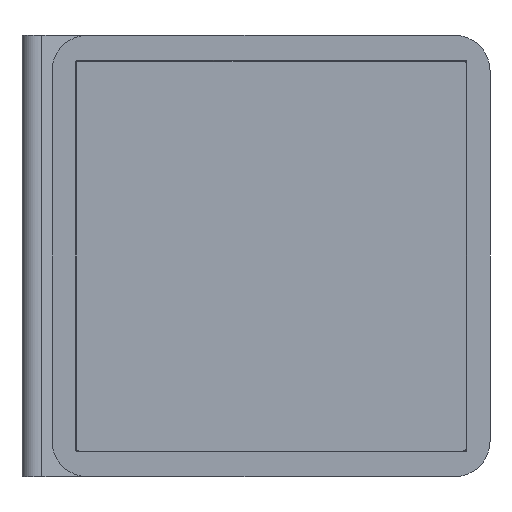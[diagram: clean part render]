
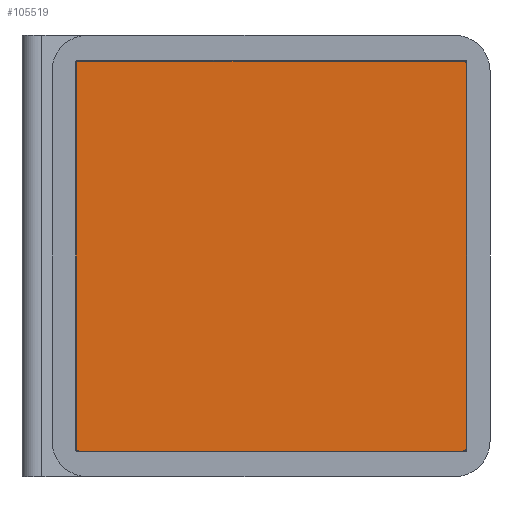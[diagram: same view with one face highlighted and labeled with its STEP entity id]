
A CAD part, front view. The second image highlights one B-rep face of the part: STEP entity #105519.
In plain terms, the highlighted planar face has unit normal (0, -1, 0).
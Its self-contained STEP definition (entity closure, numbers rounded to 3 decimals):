
#47650=CARTESIAN_POINT('',(10.85,0.144,10.85));
#47651=DIRECTION('',(0.,-1.,0.));
#47652=DIRECTION('',(1.,0.,0.));
#47653=AXIS2_PLACEMENT_3D('',#47650,#47651,#47652);
#47655=DIRECTION('',(0.,0.,-1.));
#47656=VECTOR('',#47655,21.7);
#47657=CARTESIAN_POINT('',(11.,0.144,10.85));
#47658=LINE('',#47657,#47656);
#47659=CARTESIAN_POINT('',(10.85,0.144,-10.85));
#47660=DIRECTION('',(0.,-1.,0.));
#47661=DIRECTION('',(0.,0.,-1.));
#47662=AXIS2_PLACEMENT_3D('',#47659,#47660,#47661);
#47664=DIRECTION('',(-1.,0.,0.));
#47665=VECTOR('',#47664,21.7);
#47666=CARTESIAN_POINT('',(10.85,0.144,-11.));
#47667=LINE('',#47666,#47665);
#47668=CARTESIAN_POINT('',(-10.85,0.144,-10.85));
#47669=DIRECTION('',(0.,-1.,0.));
#47670=DIRECTION('',(-1.,0.,0.));
#47671=AXIS2_PLACEMENT_3D('',#47668,#47669,#47670);
#47673=DIRECTION('',(0.,0.,1.));
#47674=VECTOR('',#47673,21.7);
#47675=CARTESIAN_POINT('',(-11.,0.144,-10.85));
#47676=LINE('',#47675,#47674);
#47677=CARTESIAN_POINT('',(-10.85,0.144,10.85));
#47678=DIRECTION('',(0.,-1.,0.));
#47679=DIRECTION('',(0.,0.,1.));
#47680=AXIS2_PLACEMENT_3D('',#47677,#47678,#47679);
#47682=DIRECTION('',(1.,0.,0.));
#47683=VECTOR('',#47682,21.7);
#47684=CARTESIAN_POINT('',(-10.85,0.144,11.));
#47685=LINE('',#47684,#47683);
#55201=CARTESIAN_POINT('',(11.,0.144,10.85));
#55202=CARTESIAN_POINT('',(10.85,0.144,11.));
#55203=VERTEX_POINT('',#55201);
#55204=VERTEX_POINT('',#55202);
#55205=CARTESIAN_POINT('',(10.85,0.144,-11.));
#55206=CARTESIAN_POINT('',(11.,0.144,-10.85));
#55207=VERTEX_POINT('',#55205);
#55208=VERTEX_POINT('',#55206);
#55209=CARTESIAN_POINT('',(-11.,0.144,-10.85));
#55210=CARTESIAN_POINT('',(-10.85,0.144,-11.));
#55211=VERTEX_POINT('',#55209);
#55212=VERTEX_POINT('',#55210);
#55213=CARTESIAN_POINT('',(-10.85,0.144,11.));
#55214=CARTESIAN_POINT('',(-11.,0.144,10.85));
#55215=VERTEX_POINT('',#55213);
#55216=VERTEX_POINT('',#55214);
#105504=CARTESIAN_POINT('',(0.,0.144,0.));
#105505=DIRECTION('',(0.,1.,0.));
#105506=DIRECTION('',(1.,0.,0.));
#105507=AXIS2_PLACEMENT_3D('',#105504,#105505,#105506);
#105508=PLANE('',#105507);
#105509=ORIENTED_EDGE('',*,*,#105436,.F.);
#105510=ORIENTED_EDGE('',*,*,#105482,.T.);
#105511=ORIENTED_EDGE('',*,*,#105495,.F.);
#105512=ORIENTED_EDGE('',*,*,#105301,.T.);
#105513=ORIENTED_EDGE('',*,*,#105320,.F.);
#105514=ORIENTED_EDGE('',*,*,#105366,.T.);
#105515=ORIENTED_EDGE('',*,*,#105381,.F.);
#105516=ORIENTED_EDGE('',*,*,#105418,.T.);
#105517=EDGE_LOOP('',(#105509,#105510,#105511,#105512,#105513,#105514,#105515,
#105516));
#105518=FACE_OUTER_BOUND('',#105517,.F.);
#105519=ADVANCED_FACE('',(#105518),#105508,.F.);
#47654=CIRCLE('',#47653,0.15);
#47663=CIRCLE('',#47662,0.15);
#47672=CIRCLE('',#47671,0.15);
#47681=CIRCLE('',#47680,0.15);
#105301=EDGE_CURVE('',#55207,#55212,#47667,.T.);
#105320=EDGE_CURVE('',#55211,#55212,#47672,.T.);
#105366=EDGE_CURVE('',#55211,#55216,#47676,.T.);
#105381=EDGE_CURVE('',#55215,#55216,#47681,.T.);
#105418=EDGE_CURVE('',#55215,#55204,#47685,.T.);
#105436=EDGE_CURVE('',#55203,#55204,#47654,.T.);
#105482=EDGE_CURVE('',#55203,#55208,#47658,.T.);
#105495=EDGE_CURVE('',#55207,#55208,#47663,.T.);
